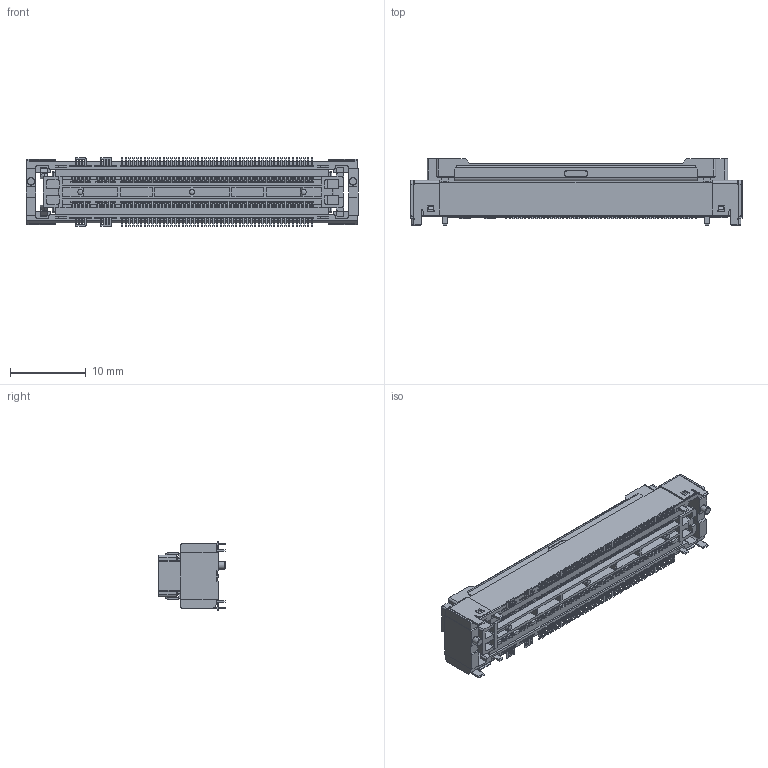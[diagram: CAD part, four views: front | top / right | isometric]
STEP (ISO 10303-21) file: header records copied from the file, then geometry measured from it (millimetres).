
FILE_DESCRIPTION (( 'STEP AP203' ), '1' );
FILE_NAME ('HF301P-xxx-4211-VE(A115930-001C).STEP', '2018-05-01T04:11:45', ( 'admin' ), ( '' ), 'SwSTEP 2.0', 'SolidWorks 2014', '' );
FILE_SCHEMA (( 'CONFIG_CONTROL_DESIGN' ));
Products named in the file (1): HF301P-xxx-4211-VE(A115930-001C)
Bounding box: 43.7 x 8.75 x 9 mm (x, y, z)
Volume: 1480.9 mm3; surface area: 3422.5 mm2
Topology: 1 solids, 1 shells, 7865 faces, 22277 edges, 14480 vertices
Faces by surface type: plane 6363, cylinder 1469, bspline 16, cone 10, torus 4, sphere 3
Entity records: 251618 total; most frequent: CARTESIAN_POINT 45725, ORIENTED_EDGE 44554, DIRECTION 40429, EDGE_CURVE 22277, VECTOR 19269, LINE 19269, VERTEX_POINT 14480, AXIS2_PLACEMENT_3D 10580
